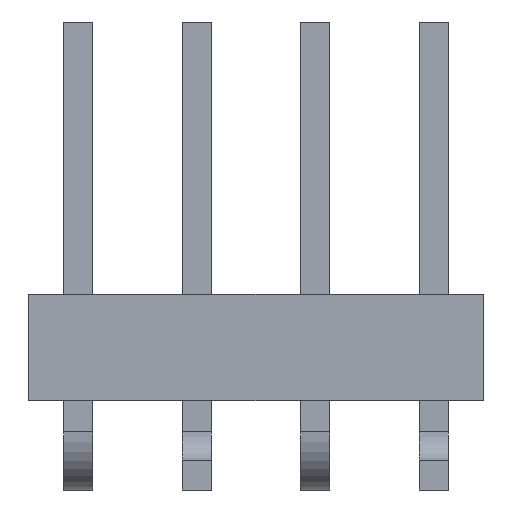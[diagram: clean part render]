
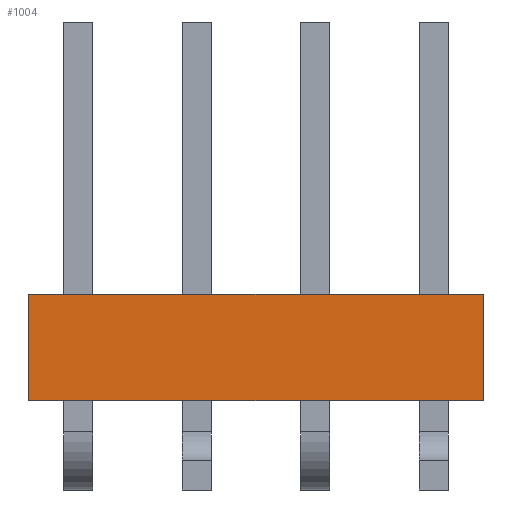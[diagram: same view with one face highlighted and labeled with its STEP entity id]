
A CAD part, front view. The second image highlights one B-rep face of the part: STEP entity #1004.
In plain terms, the highlighted planar face has unit normal (0, -1, 0).
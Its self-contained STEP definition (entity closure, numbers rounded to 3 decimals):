
#84=DIRECTION('',(1.,0.,0.));
#85=VECTOR('',#84,9.754);
#86=CARTESIAN_POINT('',(-4.877,-1.168,0.));
#87=LINE('',#86,#85);
#156=DIRECTION('',(0.,0.,-1.));
#157=VECTOR('',#156,2.286);
#158=CARTESIAN_POINT('',(-4.877,-1.168,0.));
#159=LINE('',#158,#157);
#160=DIRECTION('',(0.,0.,-1.));
#161=VECTOR('',#160,2.286);
#162=CARTESIAN_POINT('',(4.877,-1.168,0.));
#163=LINE('',#162,#161);
#172=DIRECTION('',(1.,0.,0.));
#173=VECTOR('',#172,9.754);
#174=CARTESIAN_POINT('',(-4.877,-1.168,-2.286));
#175=LINE('',#174,#173);
#713=CARTESIAN_POINT('',(-4.877,-1.168,0.));
#715=VERTEX_POINT('',#713);
#716=CARTESIAN_POINT('',(4.877,-1.168,0.));
#717=VERTEX_POINT('',#716);
#721=CARTESIAN_POINT('',(-4.877,-1.168,-2.286));
#723=VERTEX_POINT('',#721);
#724=CARTESIAN_POINT('',(4.877,-1.168,-2.286));
#725=VERTEX_POINT('',#724);
#991=CARTESIAN_POINT('',(-4.877,-1.168,0.));
#992=DIRECTION('',(0.,-1.,0.));
#993=DIRECTION('',(1.,0.,0.));
#994=AXIS2_PLACEMENT_3D('',#991,#992,#993);
#995=PLANE('',#994);
#996=ORIENTED_EDGE('',*,*,#931,.T.);
#998=ORIENTED_EDGE('',*,*,#997,.T.);
#1000=ORIENTED_EDGE('',*,*,#999,.F.);
#1001=ORIENTED_EDGE('',*,*,#982,.F.);
#1002=EDGE_LOOP('',(#996,#998,#1000,#1001));
#1003=FACE_OUTER_BOUND('',#1002,.F.);
#1004=ADVANCED_FACE('',(#1003),#995,.T.);
#931=EDGE_CURVE('',#715,#717,#87,.T.);
#982=EDGE_CURVE('',#715,#723,#159,.T.);
#997=EDGE_CURVE('',#717,#725,#163,.T.);
#999=EDGE_CURVE('',#723,#725,#175,.T.);
